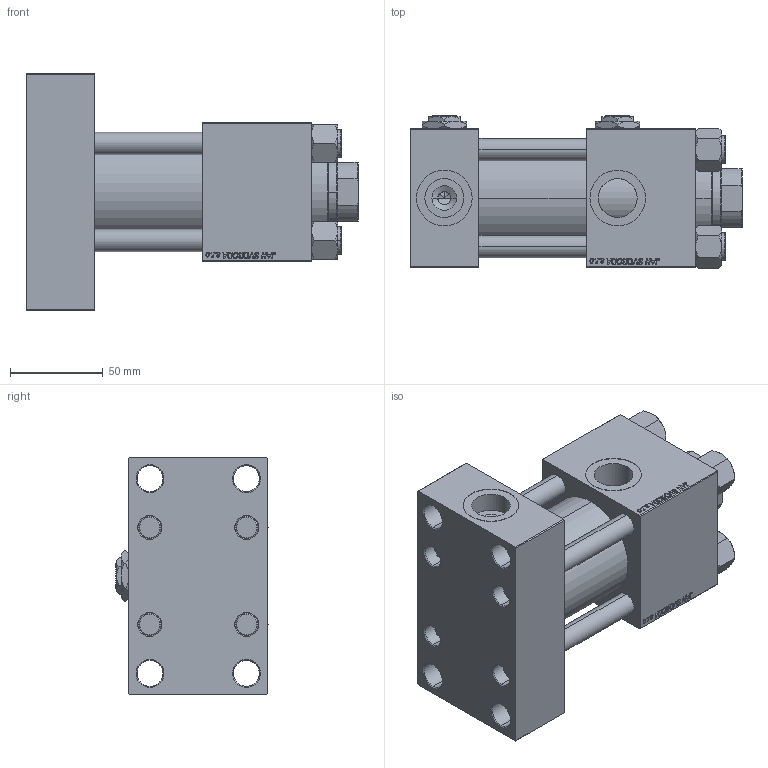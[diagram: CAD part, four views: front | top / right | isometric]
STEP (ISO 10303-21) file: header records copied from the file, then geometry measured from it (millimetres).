
FILE_DESCRIPTION (( 'STEP AP203' ), '1' );
FILE_NAME ('17f7.STEP', '2025-11-10T11:08:16', ( '' ), ( '' ), 'SwSTEP 2.0', 'SolidWorks 2019', '' );
FILE_SCHEMA (( 'CONFIG_CONTROL_DESIGN' ));
Length unit declared in the file: millimetre
Products named in the file (7): V215_VC_A 9c3cfe44b85aa4f62adf6b7d65caa3e2; V215CR_VCP_E 9c3cfe44b85aa4f62adf6b7d65caa3e2; V215CR_E_Body 9c3cfe44b85aa4f62adf6b7d65caa3e2; V215CR_TYCINKA_E 9c3cfe44b85aa4f62adf6b7d65caa3e2; Zatka_pro_OIL_PORT 9c3cfe44b85aa4f62adf6b7d65caa3e2; 17f7; NUT_M5_E 9c3cfe44b85aa4f62adf6b7d65caa3e2
Assembly tree (13 placements, depth 2):
  17f7
    V215CR_E_Body 9c3cfe44b85aa4f62adf6b7d65caa3e2
    V215CR_VCP_E 9c3cfe44b85aa4f62adf6b7d65caa3e2
    V215CR_TYCINKA_E 9c3cfe44b85aa4f62adf6b7d65caa3e2  x4
    NUT_M5_E 9c3cfe44b85aa4f62adf6b7d65caa3e2  x4
    V215_VC_A 9c3cfe44b85aa4f62adf6b7d65caa3e2
    Zatka_pro_OIL_PORT 9c3cfe44b85aa4f62adf6b7d65caa3e2  x2
Bounding box: 179 x 82.27 x 128 mm (x, y, z)
Volume: 811801.9 mm3; surface area: 185837.2 mm2
Topology: 13 solids, 13 shells, 1236 faces, 3087 edges, 1988 vertices
Faces by surface type: plane 545, bspline 392, cone 194, cylinder 97, torus 8
Entity records: 52024 total; most frequent: CARTESIAN_POINT 27710, ORIENTED_EDGE 5474, DIRECTION 3523, EDGE_CURVE 2737, VERTEX_POINT 1786, VECTOR 1605, LINE 1605, EDGE_LOOP 1215
